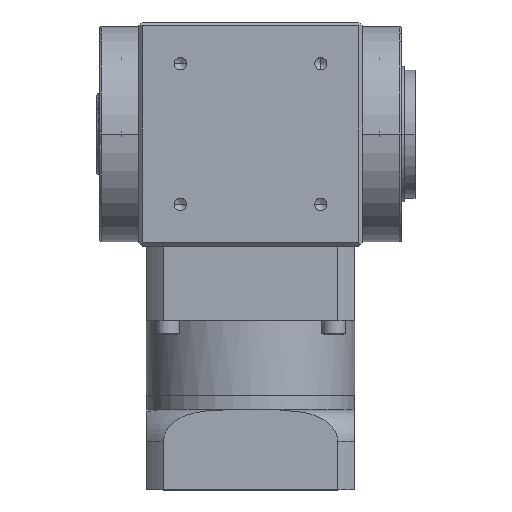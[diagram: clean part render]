
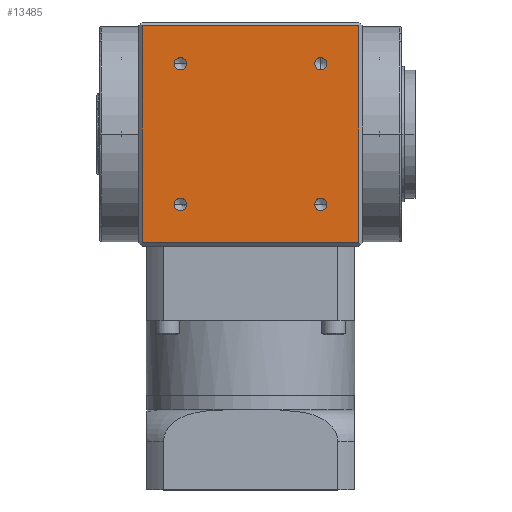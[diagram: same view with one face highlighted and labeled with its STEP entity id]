
A CAD part, top view. The second image highlights one B-rep face of the part: STEP entity #13485.
In plain terms, the highlighted planar face has unit normal (0, 0, 1).
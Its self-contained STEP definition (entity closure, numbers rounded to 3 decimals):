
#346 = DIRECTION ( 'NONE',  ( 0., -1., 0. ) ) ;
#413 = CARTESIAN_POINT ( 'NONE',  ( -75., 258.3, 62. ) ) ;
#486 = CIRCLE ( 'NONE', #19126, 3.4 ) ;
#507 = CARTESIAN_POINT ( 'NONE',  ( 38.891, 157.409, 62. ) ) ;
#536 = FACE_BOUND ( 'NONE', #4097, .T. ) ;
#678 = AXIS2_PLACEMENT_3D ( 'NONE', #3739, #19340, #5994 ) ;
#707 = CARTESIAN_POINT ( 'NONE',  ( -38.891, 231.791, 62. ) ) ;
#1331 = EDGE_LOOP ( 'NONE', ( #10744, #20909 ) ) ;
#1425 = ORIENTED_EDGE ( 'NONE', *, *, #14116, .F. ) ;
#1616 = CARTESIAN_POINT ( 'NONE',  ( -75., 136.3, 62. ) ) ;
#1639 = CARTESIAN_POINT ( 'NONE',  ( 38.891, 157.409, 62. ) ) ;
#1708 = VERTEX_POINT ( 'NONE', #2771 ) ;
#1713 = ORIENTED_EDGE ( 'NONE', *, *, #23428, .F. ) ;
#1958 = EDGE_CURVE ( 'NONE', #19317, #2512, #15850, .T. ) ;
#2052 = VERTEX_POINT ( 'NONE', #24042 ) ;
#2079 = DIRECTION ( 'NONE',  ( 0., 0., 1. ) ) ;
#2135 = VERTEX_POINT ( 'NONE', #26600 ) ;
#2364 = VERTEX_POINT ( 'NONE', #707 ) ;
#2512 = VERTEX_POINT ( 'NONE', #3342 ) ;
#2629 = CIRCLE ( 'NONE', #4776, 3.4 ) ;
#2632 = DIRECTION ( 'NONE',  ( 0., 1., 0. ) ) ;
#2730 = DIRECTION ( 'NONE',  ( 0., -1., 0. ) ) ;
#2771 = CARTESIAN_POINT ( 'NONE',  ( 38.891, 231.791, 62. ) ) ;
#2994 = VERTEX_POINT ( 'NONE', #11271 ) ;
#3342 = CARTESIAN_POINT ( 'NONE',  ( -38.891, 160.809, 62. ) ) ;
#3739 = CARTESIAN_POINT ( 'NONE',  ( -38.891, 157.409, 62. ) ) ;
#3886 = DIRECTION ( 'NONE',  ( 0., -1., 0. ) ) ;
#4097 = EDGE_LOOP ( 'NONE', ( #6131, #1425 ) ) ;
#4776 = AXIS2_PLACEMENT_3D ( 'NONE', #26230, #12772, #28482 ) ;
#4809 = CIRCLE ( 'NONE', #6564, 3.4 ) ;
#4881 = EDGE_CURVE ( 'NONE', #2994, #28203, #27081, .T. ) ;
#5066 = FACE_OUTER_BOUND ( 'NONE', #28129, .T. ) ;
#5366 = ORIENTED_EDGE ( 'NONE', *, *, #23301, .F. ) ;
#5668 = ORIENTED_EDGE ( 'NONE', *, *, #22624, .F. ) ;
#5776 = FACE_BOUND ( 'NONE', #15392, .T. ) ;
#5994 = DIRECTION ( 'NONE',  ( 0., -1., 0. ) ) ;
#6004 = EDGE_CURVE ( 'NONE', #14151, #6436, #20312, .T. ) ;
#6121 = VERTEX_POINT ( 'NONE', #27250 ) ;
#6131 = ORIENTED_EDGE ( 'NONE', *, *, #23594, .F. ) ;
#6235 = ORIENTED_EDGE ( 'NONE', *, *, #17323, .F. ) ;
#6436 = VERTEX_POINT ( 'NONE', #21441 ) ;
#6564 = AXIS2_PLACEMENT_3D ( 'NONE', #27115, #13661, #346 ) ;
#6915 = EDGE_LOOP ( 'NONE', ( #6235, #1713 ) ) ;
#7636 = CIRCLE ( 'NONE', #20603, 3.4 ) ;
#8626 = CARTESIAN_POINT ( 'NONE',  ( -38.891, 157.409, 62. ) ) ;
#8951 = DIRECTION ( 'NONE',  ( 0., -1., 0. ) ) ;
#9066 = EDGE_CURVE ( 'NONE', #2512, #19317, #9970, .T. ) ;
#9662 = EDGE_CURVE ( 'NONE', #28203, #2994, #14091, .T. ) ;
#9970 = CIRCLE ( 'NONE', #16497, 3.4 ) ;
#10411 = LINE ( 'NONE', #1616, #20890 ) ;
#10499 = CARTESIAN_POINT ( 'NONE',  ( -38.891, 235.191, 62. ) ) ;
#10653 = EDGE_CURVE ( 'NONE', #17049, #14151, #25205, .T. ) ;
#10659 = ORIENTED_EDGE ( 'NONE', *, *, #6004, .F. ) ;
#10744 = ORIENTED_EDGE ( 'NONE', *, *, #1958, .F. ) ;
#10784 = LINE ( 'NONE', #17225, #21983 ) ;
#10842 = DIRECTION ( 'NONE',  ( 0., -1., 0. ) ) ;
#10878 = CARTESIAN_POINT ( 'NONE',  ( 59.887, 0., 62. ) ) ;
#10956 = FACE_BOUND ( 'NONE', #1331, .T. ) ;
#11096 = ORIENTED_EDGE ( 'NONE', *, *, #9662, .F. ) ;
#11271 = CARTESIAN_POINT ( 'NONE',  ( 38.891, 160.809, 62. ) ) ;
#12711 = DIRECTION ( 'NONE',  ( 0., -1., 0. ) ) ;
#12772 = DIRECTION ( 'NONE',  ( 0., 0., 1. ) ) ;
#13485 = ADVANCED_FACE ( 'NONE', ( #536, #23600, #5776, #10956, #5066 ), #20399, .F. ) ;
#13661 = DIRECTION ( 'NONE',  ( 0., 0., 1. ) ) ;
#14091 = CIRCLE ( 'NONE', #19765, 3.4 ) ;
#14116 = EDGE_CURVE ( 'NONE', #2052, #2364, #486, .T. ) ;
#14151 = VERTEX_POINT ( 'NONE', #21640 ) ;
#15392 = EDGE_LOOP ( 'NONE', ( #11096, #28444 ) ) ;
#15402 = CARTESIAN_POINT ( 'NONE',  ( 38.891, 235.191, 62. ) ) ;
#15850 = CIRCLE ( 'NONE', #678, 3.4 ) ;
#15944 = DIRECTION ( 'NONE',  ( 0., 0., -1. ) ) ;
#16049 = DIRECTION ( 'NONE',  ( 0., 0., 1. ) ) ;
#16497 = AXIS2_PLACEMENT_3D ( 'NONE', #8626, #24264, #10842 ) ;
#17049 = VERTEX_POINT ( 'NONE', #22908 ) ;
#17218 = DIRECTION ( 'NONE',  ( 0., 0., 1. ) ) ;
#17225 = CARTESIAN_POINT ( 'NONE',  ( -59.887, 0., 62. ) ) ;
#17323 = EDGE_CURVE ( 'NONE', #1708, #2135, #2629, .T. ) ;
#17649 = DIRECTION ( 'NONE',  ( 0., -1., 0. ) ) ;
#18868 = ORIENTED_EDGE ( 'NONE', *, *, #10653, .F. ) ;
#19126 = AXIS2_PLACEMENT_3D ( 'NONE', #10499, #26165, #12711 ) ;
#19217 = VECTOR ( 'NONE', #28968, 1000. ) ;
#19317 = VERTEX_POINT ( 'NONE', #27226 ) ;
#19340 = DIRECTION ( 'NONE',  ( 0., 0., 1. ) ) ;
#19486 = DIRECTION ( 'NONE',  ( 0., 1., 0. ) ) ;
#19765 = AXIS2_PLACEMENT_3D ( 'NONE', #507, #16049, #2730 ) ;
#20312 = LINE ( 'NONE', #10878, #25600 ) ;
#20399 = PLANE ( 'NONE',  #23818 ) ;
#20603 = AXIS2_PLACEMENT_3D ( 'NONE', #15402, #2079, #17649 ) ;
#20708 = CARTESIAN_POINT ( 'NONE',  ( 38.891, 154.009, 62. ) ) ;
#20890 = VECTOR ( 'NONE', #26243, 1000. ) ;
#20909 = ORIENTED_EDGE ( 'NONE', *, *, #9066, .F. ) ;
#21441 = CARTESIAN_POINT ( 'NONE',  ( 59.887, 136.3, 62. ) ) ;
#21640 = CARTESIAN_POINT ( 'NONE',  ( 59.887, 256.3, 62. ) ) ;
#21983 = VECTOR ( 'NONE', #19486, 1000. ) ;
#22624 = EDGE_CURVE ( 'NONE', #6121, #17049, #10784, .T. ) ;
#22908 = CARTESIAN_POINT ( 'NONE',  ( -59.887, 256.3, 62. ) ) ;
#23301 = EDGE_CURVE ( 'NONE', #6436, #6121, #10411, .T. ) ;
#23428 = EDGE_CURVE ( 'NONE', #2135, #1708, #7636, .T. ) ;
#23594 = EDGE_CURVE ( 'NONE', #2364, #2052, #4809, .T. ) ;
#23600 = FACE_BOUND ( 'NONE', #6915, .T. ) ;
#23818 = AXIS2_PLACEMENT_3D ( 'NONE', #413, #15944, #2632 ) ;
#24042 = CARTESIAN_POINT ( 'NONE',  ( -38.891, 238.591, 62. ) ) ;
#24264 = DIRECTION ( 'NONE',  ( 0., 0., 1. ) ) ;
#24280 = AXIS2_PLACEMENT_3D ( 'NONE', #1639, #17218, #3886 ) ;
#24453 = CARTESIAN_POINT ( 'NONE',  ( -75., 256.3, 62. ) ) ;
#25205 = LINE ( 'NONE', #24453, #19217 ) ;
#25600 = VECTOR ( 'NONE', #8951, 1000. ) ;
#26165 = DIRECTION ( 'NONE',  ( 0., 0., 1. ) ) ;
#26230 = CARTESIAN_POINT ( 'NONE',  ( 38.891, 235.191, 62. ) ) ;
#26243 = DIRECTION ( 'NONE',  ( -1., 0., 0. ) ) ;
#26600 = CARTESIAN_POINT ( 'NONE',  ( 38.891, 238.591, 62. ) ) ;
#27081 = CIRCLE ( 'NONE', #24280, 3.4 ) ;
#27115 = CARTESIAN_POINT ( 'NONE',  ( -38.891, 235.191, 62. ) ) ;
#27226 = CARTESIAN_POINT ( 'NONE',  ( -38.891, 154.009, 62. ) ) ;
#27250 = CARTESIAN_POINT ( 'NONE',  ( -59.887, 136.3, 62. ) ) ;
#28129 = EDGE_LOOP ( 'NONE', ( #10659, #18868, #5668, #5366 ) ) ;
#28203 = VERTEX_POINT ( 'NONE', #20708 ) ;
#28444 = ORIENTED_EDGE ( 'NONE', *, *, #4881, .F. ) ;
#28482 = DIRECTION ( 'NONE',  ( 0., -1., 0. ) ) ;
#28968 = DIRECTION ( 'NONE',  ( 1., 0., 0. ) ) ;
